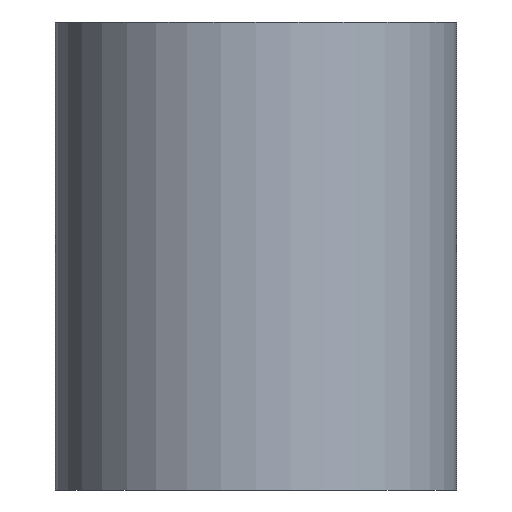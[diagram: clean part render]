
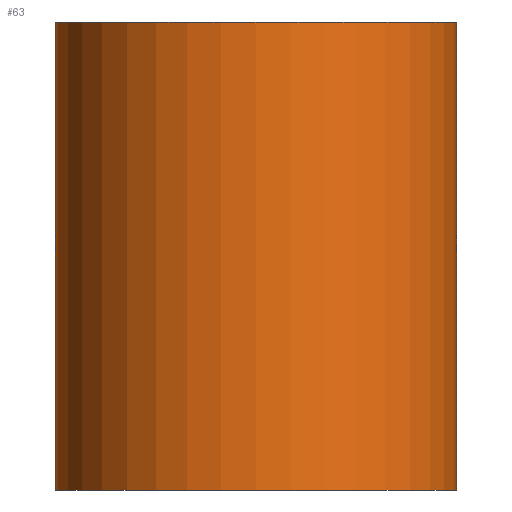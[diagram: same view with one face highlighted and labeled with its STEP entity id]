
A CAD part, front view. The second image highlights one B-rep face of the part: STEP entity #63.
In plain terms, the highlighted cylindrical face has radius 3 mm (diameter 6 mm), a full revolution.
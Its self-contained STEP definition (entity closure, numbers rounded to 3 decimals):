
#16=LINE('',#119,#18);
#18=VECTOR('',#102,3.);
#20=CYLINDRICAL_SURFACE('',#84,3.);
#25=FACE_OUTER_BOUND('',#30,.T.);
#30=EDGE_LOOP('',(#53,#54,#55,#56));
#33=CIRCLE('',#80,3.);
#36=CIRCLE('',#85,3.);
#37=VERTEX_POINT('',#109);
#40=VERTEX_POINT('',#118);
#41=EDGE_CURVE('',#37,#37,#33,.T.);
#45=EDGE_CURVE('',#37,#40,#16,.T.);
#46=EDGE_CURVE('',#40,#40,#36,.T.);
#53=ORIENTED_EDGE('',*,*,#41,.T.);
#54=ORIENTED_EDGE('',*,*,#45,.T.);
#55=ORIENTED_EDGE('',*,*,#46,.T.);
#56=ORIENTED_EDGE('',*,*,#45,.F.);
#63=ADVANCED_FACE('',(#25),#20,.T.);
#80=AXIS2_PLACEMENT_3D('',#110,#91,#92);
#84=AXIS2_PLACEMENT_3D('',#117,#100,#101);
#85=AXIS2_PLACEMENT_3D('',#120,#103,#104);
#91=DIRECTION('center_axis',(0.,0.,-1.));
#92=DIRECTION('ref_axis',(1.,0.,0.));
#100=DIRECTION('center_axis',(0.,0.,1.));
#101=DIRECTION('ref_axis',(1.,0.,0.));
#102=DIRECTION('',(0.,0.,-1.));
#103=DIRECTION('center_axis',(0.,0.,1.));
#104=DIRECTION('ref_axis',(1.,0.,0.));
#109=CARTESIAN_POINT('',(-3.,0.,7.));
#110=CARTESIAN_POINT('Origin',(0.,0.,7.));
#117=CARTESIAN_POINT('Origin',(0.,0.,0.));
#118=CARTESIAN_POINT('',(-3.,0.,0.));
#119=CARTESIAN_POINT('',(-3.,0.,0.));
#120=CARTESIAN_POINT('Origin',(0.,0.,0.));
